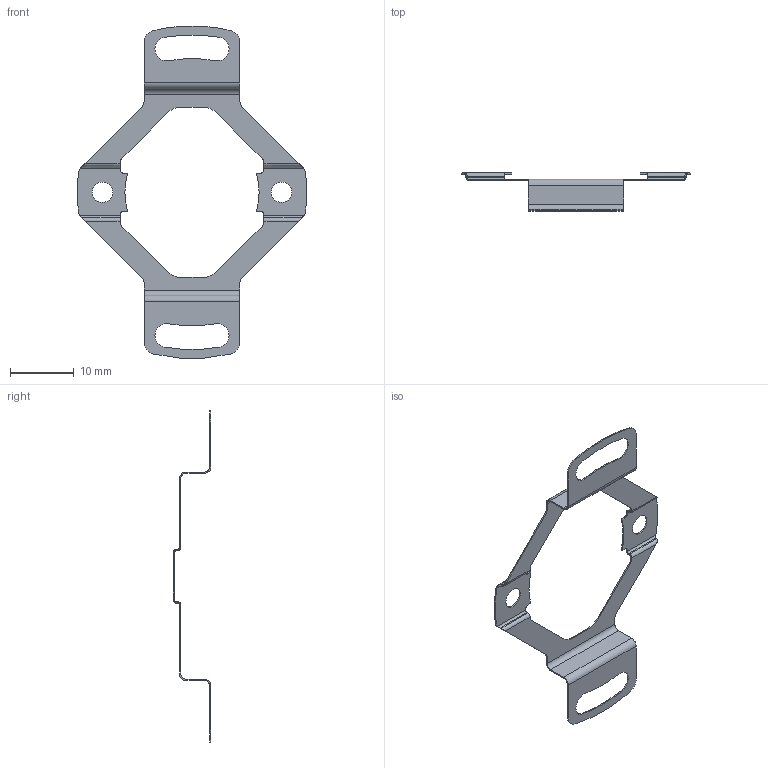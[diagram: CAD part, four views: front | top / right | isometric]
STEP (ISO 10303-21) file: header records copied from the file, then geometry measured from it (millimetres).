
FILE_DESCRIPTION (( 'STEP AP214' ), '1' );
FILE_NAME ('TRD-SHR-45.STEP', '2021-05-10T14:15:19', ( '' ), ( '' ), 'SwSTEP 2.0', 'SolidWorks 2017', '' );
FILE_SCHEMA (( 'AUTOMOTIVE_DESIGN' ));
Length unit declared in the file: inch
Products named in the file (1): TRD-SHR-45
Bounding box: 35.92 x 5.9 x 51.92 mm (x, y, z)
Volume: 141.8 mm3; surface area: 1482.5 mm2
Topology: 1 solids, 1 shells, 111 faces, 333 edges, 222 vertices
Faces by surface type: cylinder 65, plane 46
Entity records: 3841 total; most frequent: CARTESIAN_POINT 715, ORIENTED_EDGE 666, DIRECTION 655, EDGE_CURVE 333, AXIS2_PLACEMENT_3D 226, VERTEX_POINT 222, VECTOR 203, LINE 203
